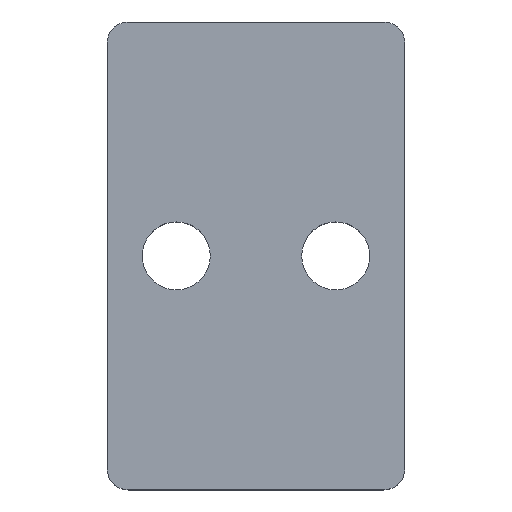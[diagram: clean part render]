
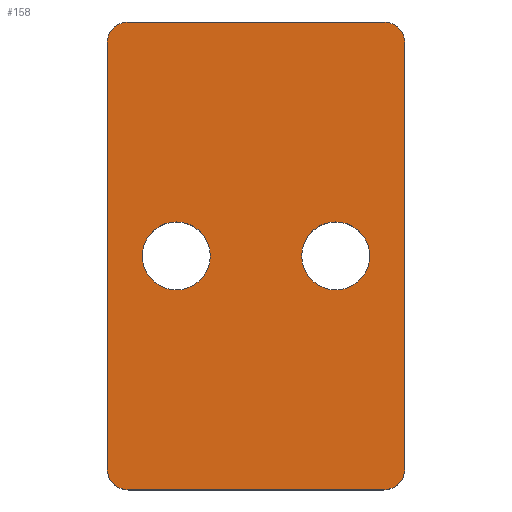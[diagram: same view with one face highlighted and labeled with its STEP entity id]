
A CAD part, top view. The second image highlights one B-rep face of the part: STEP entity #158.
In plain terms, the highlighted planar face has unit normal (0, 0, 1).
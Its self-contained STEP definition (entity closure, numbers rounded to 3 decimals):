
#6 = VECTOR ( 'NONE', #482, 1000. ) ;
#9 = DIRECTION ( 'NONE',  ( 0., 0., 1. ) ) ;
#10 = VERTEX_POINT ( 'NONE', #123 ) ;
#13 = CARTESIAN_POINT ( 'NONE',  ( 0., 0., 2. ) ) ;
#15 = CARTESIAN_POINT ( 'NONE',  ( -9.15, 11., 2. ) ) ;
#18 = CARTESIAN_POINT ( 'NONE',  ( -4.85, 11., 2. ) ) ;
#21 = FACE_BOUND ( 'NONE', #487, .T. ) ;
#25 = DIRECTION ( 'NONE',  ( -1., 0., 0. ) ) ;
#32 = ORIENTED_EDGE ( 'NONE', *, *, #446, .F. ) ;
#40 = LINE ( 'NONE', #478, #345 ) ;
#46 = DIRECTION ( 'NONE',  ( 0., -1., 0. ) ) ;
#48 = AXIS2_PLACEMENT_3D ( 'NONE', #108, #273, #422 ) ;
#51 = DIRECTION ( 'NONE',  ( -1., 0., 0. ) ) ;
#52 = EDGE_CURVE ( 'NONE', #124, #208, #459, .T. ) ;
#57 = AXIS2_PLACEMENT_3D ( 'NONE', #215, #9, #122 ) ;
#63 = FACE_OUTER_BOUND ( 'NONE', #412, .T. ) ;
#66 = CIRCLE ( 'NONE', #48, 1.6 ) ;
#67 = EDGE_CURVE ( 'NONE', #473, #349, #40, .T. ) ;
#84 = CIRCLE ( 'NONE', #57, 1. ) ;
#90 = VERTEX_POINT ( 'NONE', #447 ) ;
#95 = VERTEX_POINT ( 'NONE', #15 ) ;
#97 = DIRECTION ( 'NONE',  ( 0., 0., 1. ) ) ;
#98 = CARTESIAN_POINT ( 'NONE',  ( -1., 1., 2. ) ) ;
#107 = EDGE_CURVE ( 'NONE', #112, #90, #336, .T. ) ;
#108 = CARTESIAN_POINT ( 'NONE',  ( -3.25, 11., 2. ) ) ;
#111 = DIRECTION ( 'NONE',  ( -1., 0., 0. ) ) ;
#112 = VERTEX_POINT ( 'NONE', #234 ) ;
#117 = ORIENTED_EDGE ( 'NONE', *, *, #285, .T. ) ;
#119 = CIRCLE ( 'NONE', #442, 1. ) ;
#122 = DIRECTION ( 'NONE',  ( -1., 0., 0. ) ) ;
#123 = CARTESIAN_POINT ( 'NONE',  ( -13., 22., 2. ) ) ;
#124 = VERTEX_POINT ( 'NONE', #227 ) ;
#132 = DIRECTION ( 'NONE',  ( 0., 0., 1. ) ) ;
#144 = CARTESIAN_POINT ( 'NONE',  ( -14., 1., 2. ) ) ;
#151 = EDGE_CURVE ( 'NONE', #95, #325, #192, .T. ) ;
#158 = ADVANCED_FACE ( 'NONE', ( #63, #383, #21 ), #236, .F. ) ;
#163 = ORIENTED_EDGE ( 'NONE', *, *, #270, .F. ) ;
#166 = VECTOR ( 'NONE', #247, 1000. ) ;
#169 = ORIENTED_EDGE ( 'NONE', *, *, #67, .T. ) ;
#170 = EDGE_CURVE ( 'NONE', #349, #403, #237, .T. ) ;
#172 = DIRECTION ( 'NONE',  ( 1., 0., 0. ) ) ;
#182 = VERTEX_POINT ( 'NONE', #144 ) ;
#185 = CARTESIAN_POINT ( 'NONE',  ( -10.75, 11., 2. ) ) ;
#190 = AXIS2_PLACEMENT_3D ( 'NONE', #185, #381, #269 ) ;
#192 = CIRCLE ( 'NONE', #190, 1.6 ) ;
#195 = DIRECTION ( 'NONE',  ( 0., 0., 1. ) ) ;
#203 = CARTESIAN_POINT ( 'NONE',  ( 0., 1., 2. ) ) ;
#208 = VERTEX_POINT ( 'NONE', #18 ) ;
#211 = ORIENTED_EDGE ( 'NONE', *, *, #107, .T. ) ;
#212 = LINE ( 'NONE', #477, #369 ) ;
#214 = ORIENTED_EDGE ( 'NONE', *, *, #151, .F. ) ;
#215 = CARTESIAN_POINT ( 'NONE',  ( -13., 21., 2. ) ) ;
#224 = DIRECTION ( 'NONE',  ( 0., 0., -1. ) ) ;
#227 = CARTESIAN_POINT ( 'NONE',  ( -1.65, 11., 2. ) ) ;
#234 = CARTESIAN_POINT ( 'NONE',  ( 0., 21., 2. ) ) ;
#236 = PLANE ( 'NONE',  #317 ) ;
#237 = CIRCLE ( 'NONE', #519, 1. ) ;
#247 = DIRECTION ( 'NONE',  ( -1., 0., 0. ) ) ;
#250 = ORIENTED_EDGE ( 'NONE', *, *, #170, .T. ) ;
#252 = CARTESIAN_POINT ( 'NONE',  ( -3.25, 11., 2. ) ) ;
#266 = ORIENTED_EDGE ( 'NONE', *, *, #373, .T. ) ;
#269 = DIRECTION ( 'NONE',  ( 1., 0., 0. ) ) ;
#270 = EDGE_CURVE ( 'NONE', #208, #124, #66, .T. ) ;
#273 = DIRECTION ( 'NONE',  ( 0., 0., 1. ) ) ;
#277 = LINE ( 'NONE', #512, #166 ) ;
#281 = VERTEX_POINT ( 'NONE', #506 ) ;
#285 = EDGE_CURVE ( 'NONE', #90, #10, #277, .T. ) ;
#287 = EDGE_LOOP ( 'NONE', ( #163, #394 ) ) ;
#297 = DIRECTION ( 'NONE',  ( -1., 0., 0. ) ) ;
#317 = AXIS2_PLACEMENT_3D ( 'NONE', #13, #224, #25 ) ;
#323 = ORIENTED_EDGE ( 'NONE', *, *, #491, .T. ) ;
#324 = CARTESIAN_POINT ( 'NONE',  ( 0., 0., 2. ) ) ;
#325 = VERTEX_POINT ( 'NONE', #433 ) ;
#336 = CIRCLE ( 'NONE', #416, 1. ) ;
#345 = VECTOR ( 'NONE', #172, 1000. ) ;
#349 = VERTEX_POINT ( 'NONE', #351 ) ;
#351 = CARTESIAN_POINT ( 'NONE',  ( -1., 0., 2. ) ) ;
#357 = ORIENTED_EDGE ( 'NONE', *, *, #518, .T. ) ;
#360 = DIRECTION ( 'NONE',  ( 0., 0., 1. ) ) ;
#366 = DIRECTION ( 'NONE',  ( 1., 0., 0. ) ) ;
#367 = ORIENTED_EDGE ( 'NONE', *, *, #476, .T. ) ;
#369 = VECTOR ( 'NONE', #46, 1000. ) ;
#373 = EDGE_CURVE ( 'NONE', #182, #473, #119, .T. ) ;
#375 = DIRECTION ( 'NONE',  ( 0., 0., 1. ) ) ;
#381 = DIRECTION ( 'NONE',  ( 0., 0., 1. ) ) ;
#383 = FACE_BOUND ( 'NONE', #287, .T. ) ;
#394 = ORIENTED_EDGE ( 'NONE', *, *, #52, .F. ) ;
#397 = DIRECTION ( 'NONE',  ( 1., 0., 0. ) ) ;
#402 = LINE ( 'NONE', #324, #6 ) ;
#403 = VERTEX_POINT ( 'NONE', #203 ) ;
#412 = EDGE_LOOP ( 'NONE', ( #169, #250, #323, #211, #117, #357, #367, #266 ) ) ;
#416 = AXIS2_PLACEMENT_3D ( 'NONE', #462, #375, #51 ) ;
#422 = DIRECTION ( 'NONE',  ( 1., 0., 0. ) ) ;
#433 = CARTESIAN_POINT ( 'NONE',  ( -12.35, 11., 2. ) ) ;
#442 = AXIS2_PLACEMENT_3D ( 'NONE', #467, #195, #111 ) ;
#444 = CARTESIAN_POINT ( 'NONE',  ( -10.75, 11., 2. ) ) ;
#446 = EDGE_CURVE ( 'NONE', #325, #95, #466, .T. ) ;
#447 = CARTESIAN_POINT ( 'NONE',  ( -1., 22., 2. ) ) ;
#459 = CIRCLE ( 'NONE', #510, 1.6 ) ;
#462 = CARTESIAN_POINT ( 'NONE',  ( -1., 21., 2. ) ) ;
#466 = CIRCLE ( 'NONE', #484, 1.6 ) ;
#467 = CARTESIAN_POINT ( 'NONE',  ( -13., 1., 2. ) ) ;
#473 = VERTEX_POINT ( 'NONE', #521 ) ;
#476 = EDGE_CURVE ( 'NONE', #281, #182, #212, .T. ) ;
#477 = CARTESIAN_POINT ( 'NONE',  ( -14., 0., 2. ) ) ;
#478 = CARTESIAN_POINT ( 'NONE',  ( -14., 0., 2. ) ) ;
#482 = DIRECTION ( 'NONE',  ( 0., 1., 0. ) ) ;
#484 = AXIS2_PLACEMENT_3D ( 'NONE', #444, #360, #366 ) ;
#487 = EDGE_LOOP ( 'NONE', ( #32, #214 ) ) ;
#491 = EDGE_CURVE ( 'NONE', #403, #112, #402, .T. ) ;
#506 = CARTESIAN_POINT ( 'NONE',  ( -14., 21., 2. ) ) ;
#510 = AXIS2_PLACEMENT_3D ( 'NONE', #252, #132, #397 ) ;
#512 = CARTESIAN_POINT ( 'NONE',  ( -14., 22., 2. ) ) ;
#518 = EDGE_CURVE ( 'NONE', #10, #281, #84, .T. ) ;
#519 = AXIS2_PLACEMENT_3D ( 'NONE', #98, #97, #297 ) ;
#521 = CARTESIAN_POINT ( 'NONE',  ( -13., 0., 2. ) ) ;
